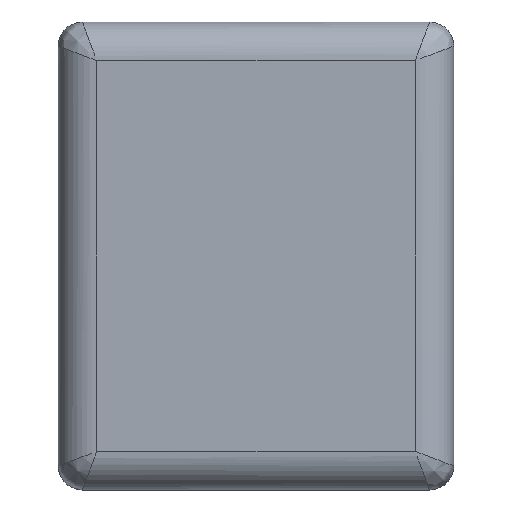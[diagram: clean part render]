
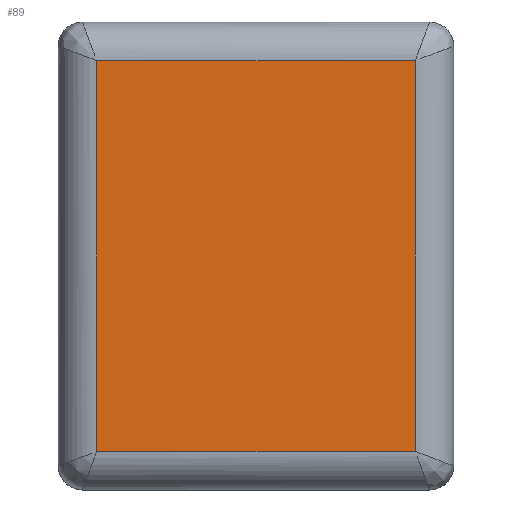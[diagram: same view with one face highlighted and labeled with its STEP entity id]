
A CAD part, left-side view. The second image highlights one B-rep face of the part: STEP entity #89.
In plain terms, the highlighted planar face has unit normal (-1, 0, 0).
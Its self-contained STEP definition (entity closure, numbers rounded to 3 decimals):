
#76 = DIRECTION ( 'NONE',  ( 1., 0., 0. ) ) ;
#89 = ADVANCED_FACE ( 'NONE', ( #2045 ), #1455, .F. ) ;
#146 = LINE ( 'NONE', #608, #912 ) ;
#388 = CARTESIAN_POINT ( 'NONE',  ( -0.8, 0.33, 0.89 ) ) ;
#426 = EDGE_CURVE ( 'NONE', #1389, #1095, #146, .T. ) ;
#433 = AXIS2_PLACEMENT_3D ( 'NONE', #2667, #76, #856 ) ;
#501 = ORIENTED_EDGE ( 'NONE', *, *, #426, .T. ) ;
#505 = DIRECTION ( 'NONE',  ( 0., 0., 1. ) ) ;
#574 = VERTEX_POINT ( 'NONE', #2648 ) ;
#592 = ORIENTED_EDGE ( 'NONE', *, *, #2309, .T. ) ;
#606 = LINE ( 'NONE', #1990, #1877 ) ;
#608 = CARTESIAN_POINT ( 'NONE',  ( -0.8, -0.33, 0.97 ) ) ;
#690 = EDGE_CURVE ( 'NONE', #2034, #574, #1206, .T. ) ;
#828 = EDGE_CURVE ( 'NONE', #1095, #2034, #606, .T. ) ;
#835 = DIRECTION ( 'NONE',  ( 0., 0., -1. ) ) ;
#856 = DIRECTION ( 'NONE',  ( 0., 0., -1. ) ) ;
#912 = VECTOR ( 'NONE', #505, 1000. ) ;
#1006 = EDGE_LOOP ( 'NONE', ( #1175, #592, #501, #2308 ) ) ;
#1059 = CARTESIAN_POINT ( 'NONE',  ( -0.8, 0.33, 0.97 ) ) ;
#1095 = VERTEX_POINT ( 'NONE', #1802 ) ;
#1106 = VECTOR ( 'NONE', #2053, 1000. ) ;
#1175 = ORIENTED_EDGE ( 'NONE', *, *, #690, .T. ) ;
#1197 = CARTESIAN_POINT ( 'NONE',  ( -0.8, -0.33, 0.08 ) ) ;
#1206 = LINE ( 'NONE', #1059, #2400 ) ;
#1389 = VERTEX_POINT ( 'NONE', #1197 ) ;
#1455 = PLANE ( 'NONE',  #433 ) ;
#1802 = CARTESIAN_POINT ( 'NONE',  ( -0.8, -0.33, 0.89 ) ) ;
#1877 = VECTOR ( 'NONE', #1963, 1000. ) ;
#1941 = CARTESIAN_POINT ( 'NONE',  ( -0.8, 0., 0.08 ) ) ;
#1963 = DIRECTION ( 'NONE',  ( 0., 1., 0. ) ) ;
#1990 = CARTESIAN_POINT ( 'NONE',  ( -0.8, -0.41, 0.89 ) ) ;
#2034 = VERTEX_POINT ( 'NONE', #388 ) ;
#2045 = FACE_OUTER_BOUND ( 'NONE', #1006, .T. ) ;
#2053 = DIRECTION ( 'NONE',  ( 0., -1., 0. ) ) ;
#2100 = LINE ( 'NONE', #1941, #1106 ) ;
#2308 = ORIENTED_EDGE ( 'NONE', *, *, #828, .T. ) ;
#2309 = EDGE_CURVE ( 'NONE', #574, #1389, #2100, .T. ) ;
#2400 = VECTOR ( 'NONE', #835, 1000. ) ;
#2648 = CARTESIAN_POINT ( 'NONE',  ( -0.8, 0.33, 0.08 ) ) ;
#2667 = CARTESIAN_POINT ( 'NONE',  ( -0.8, -0.41, 0.97 ) ) ;
